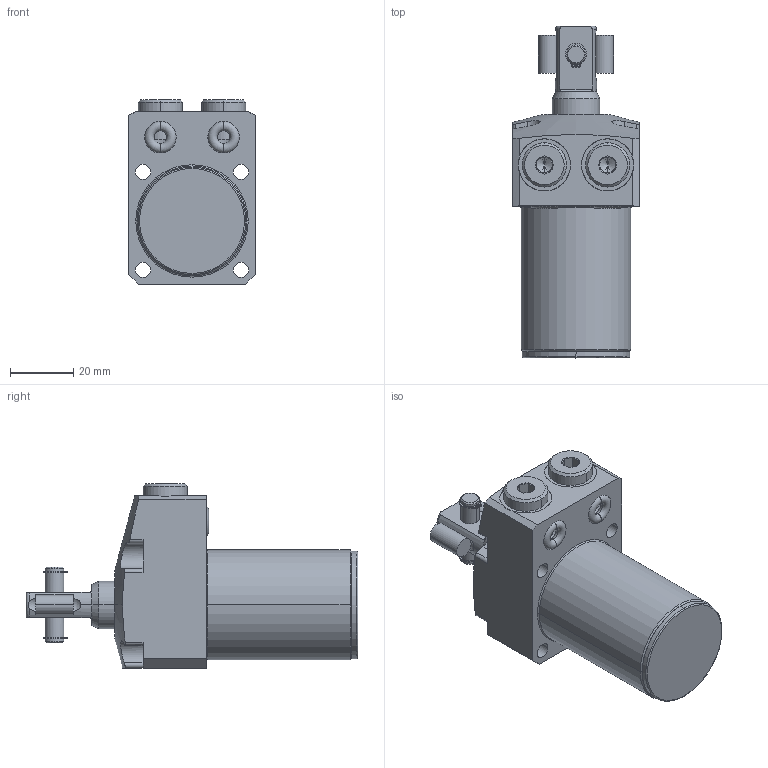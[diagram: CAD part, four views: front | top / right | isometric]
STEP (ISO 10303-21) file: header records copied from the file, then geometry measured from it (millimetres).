
FILE_DESCRIPTION((''),'2;1');
FILE_NAME('ILCML1402510R0','2015-03-24T',('maj'),(''),'PRO/ENGINEER BY PARAMETRIC TECHNOLOGY CORPORATION, 2013320','PRO/ENGINEER BY PARAMETRIC TECHNOLOGY CORPORATION, 2013320','');
FILE_SCHEMA(('AUTOMOTIVE_DESIGN { 1 0 10303 214 1 1 1 1 }'));
Length unit declared in the file: millimetre
Products named in the file (1): ILCML1402510R0
Bounding box: 40 x 105 x 58.31 mm (x, y, z)
Volume: 103587.7 mm3; surface area: 20657.9 mm2
Topology: 5 solids, 9 shells, 245 faces, 608 edges, 388 vertices
Faces by surface type: cylinder 104, plane 85, cone 38, torus 14, sphere 4
Entity records: 9585 total; most frequent: CARTESIAN_POINT 1691, DIRECTION 1312, ORIENTED_EDGE 1192, PRESENTATION_STYLE_ASSIGNMENT 613, STYLED_ITEM 613, CURVE_STYLE 604, EDGE_CURVE 604, AXIS2_PLACEMENT_3D 524
